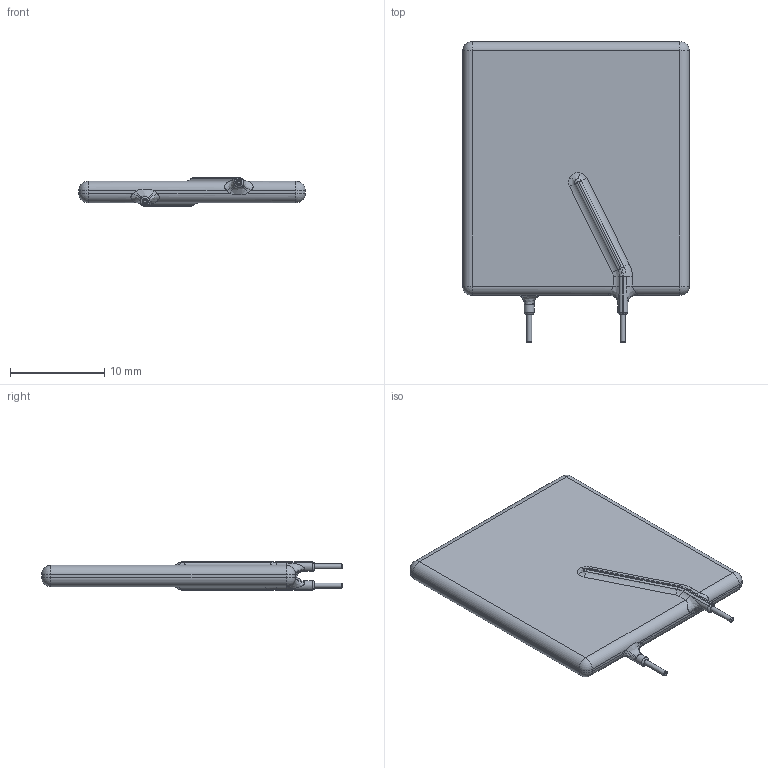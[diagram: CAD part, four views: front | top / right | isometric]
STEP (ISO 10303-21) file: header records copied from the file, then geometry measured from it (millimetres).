
FILE_DESCRIPTION(/* description */ (''),/* implementation_level */ '2;1');
FILE_NAME(/* name */ 'RUEF900 v2.step',/* time_stamp */ '2024-05-09T16:36:29+05:30',/* author */ (''),/* organization */ (''),/* preprocessor_version */ 'ST-DEVELOPER v20',/* originating_system */ 'Autodesk Translation Framework v12.20.1.177',/* authorisation */ '');
FILE_SCHEMA (('AUTOMOTIVE_DESIGN { 1 0 10303 214 3 1 1 }'));
Length unit declared in the file: millimetre
Products named in the file (1): RUEF900
Bounding box: 24.1 x 32 x 3 mm (x, y, z)
Volume: 1454.1 mm3; surface area: 1515.9 mm2
Topology: 3 solids, 3 shells, 110 faces, 242 edges, 136 vertices
Faces by surface type: cylinder 42, bspline 24, torus 20, plane 16, sphere 8
Full cylindrical faces by diameter (mm): 0.53 x4
Entity records: 5039 total; most frequent: CARTESIAN_POINT 2631, DIRECTION 536, ORIENTED_EDGE 480, EDGE_CURVE 240, AXIS2_PLACEMENT_3D 233, CIRCLE 140, VERTEX_POINT 136, FACE_OUTER_BOUND 110
